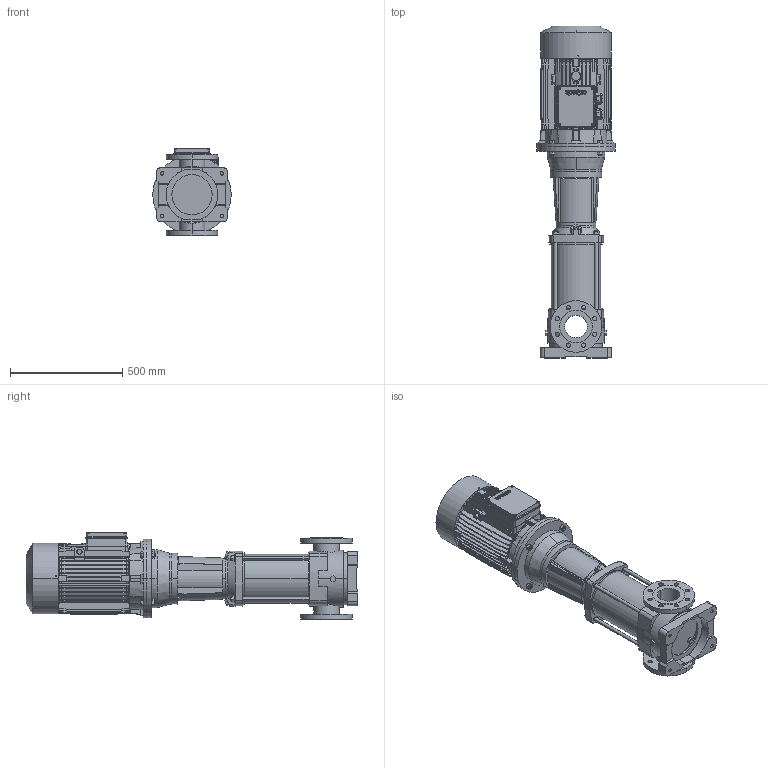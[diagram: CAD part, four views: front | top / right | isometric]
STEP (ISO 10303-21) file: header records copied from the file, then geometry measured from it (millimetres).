
FILE_DESCRIPTION (( 'STEP AP214' ), '1' );
FILE_NAME ('4.93.632.38swp01.step', '2022-10-14T07:41:43', ( '' ), ( '' ), 'SwSTEP 2.0', 'SolidWorks 2020', '' );
FILE_SCHEMA (( 'AUTOMOTIVE_DESIGN' ));
Length unit declared in the file: millimetre
Products named in the file (1): 4.93.632.38swp01
Bounding box: 350 x 1479.3 x 389.2 mm (x, y, z)
Volume: 51521661.6 mm3; surface area: 4154723.4 mm2
Topology: 45 solids, 45 shells, 3119 faces, 8501 edges, 5592 vertices
Faces by surface type: plane 1249, bspline 1081, cylinder 542, cone 235, sphere 8, torus 4
Entity records: 104333 total; most frequent: CARTESIAN_POINT 30237, ORIENTED_EDGE 16986, DIRECTION 12247, EDGE_CURVE 8493, VERTEX_POINT 5592, VECTOR 5365, LINE 5365, AXIS2_PLACEMENT_3D 3441
